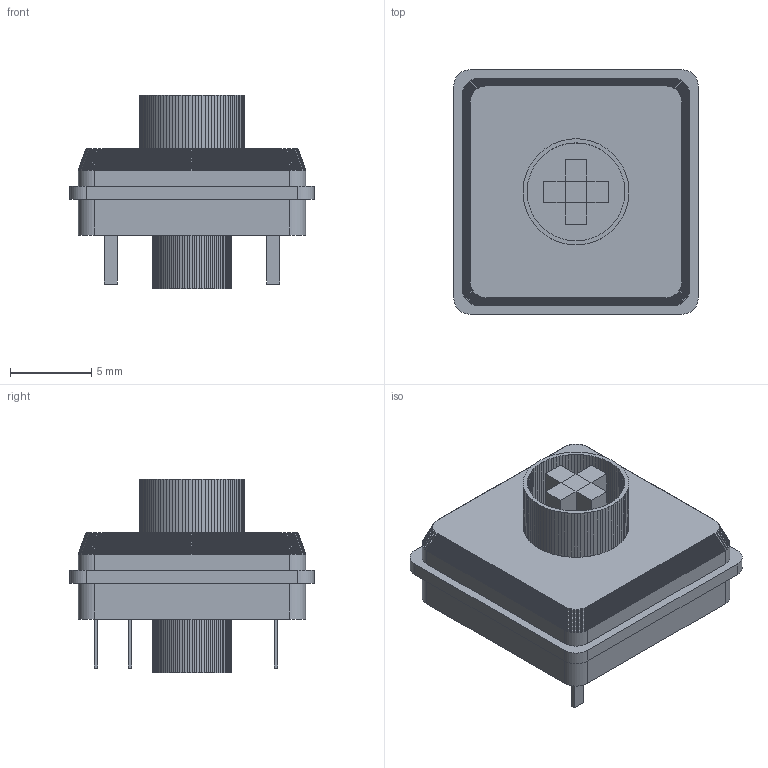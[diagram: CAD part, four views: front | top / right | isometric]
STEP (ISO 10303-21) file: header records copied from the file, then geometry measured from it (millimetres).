
FILE_DESCRIPTION(('FreeCAD Model'),'2;1');
FILE_SCHEMA(('AUTOMOTIVE_DESIGN { 1 0 10303 214 1 1 1 1 }'));
Length unit declared in the file: millimetre
Products named in the file (1): Group001
Bounding box: 15 x 15 x 11.9 mm (x, y, z)
Volume: 1140.5 mm3; surface area: 986 mm2
Topology: 1 solids, 1 shells, 1262 faces, 3440 edges, 2288 vertices
Faces by surface type: plane 850, cylinder 412
Entity records: 48646 total; most frequent: CARTESIAN_POINT 6991, ORIENTED_EDGE 6880, DIRECTION 6786, EDGE_CURVE 3440, LINE 2620, VECTOR 2620, VERTEX_POINT 2288, AXIS2_PLACEMENT_3D 2083
